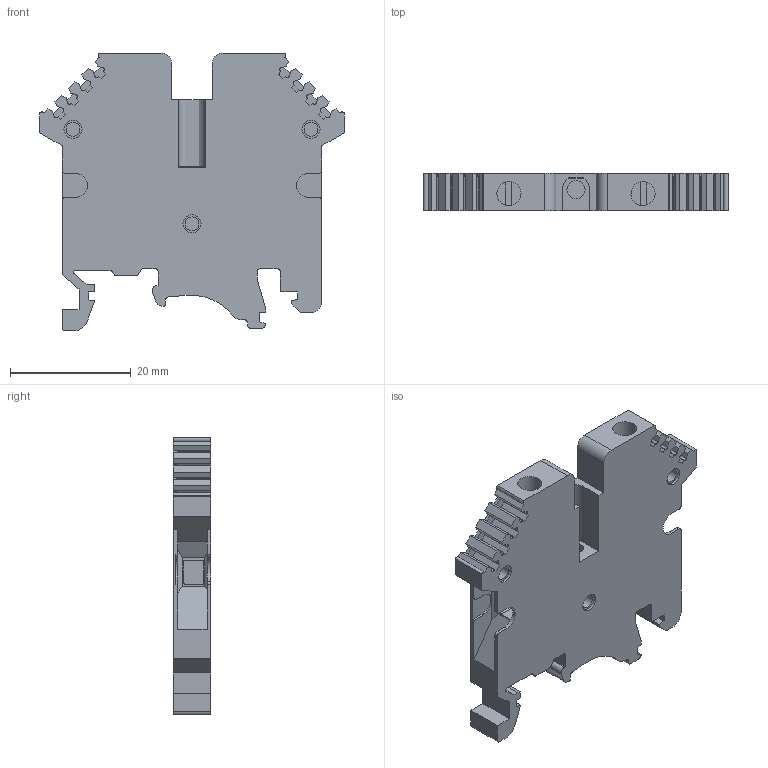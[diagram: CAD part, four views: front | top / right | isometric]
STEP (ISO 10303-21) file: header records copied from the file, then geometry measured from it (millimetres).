
FILE_DESCRIPTION(/* description */ ('Unknown'),/* implementation_level */ '2;1');
FILE_NAME(/* name */ 'BPN-04-MA',/* time_stamp */ '2024-05-24T09:50:45-03:00',/* author */ ('Unknown'),/* organization */ ('Unknown'),/* preprocessor_version */ 'ST-DEVELOPER v16.7',/* originating_system */ 'Solid Edge',/* authorisation */ 'Unknown');
FILE_SCHEMA (('AUTOMOTIVE_DESIGN {1 0 10303 214 3 1 1}'));
Length unit declared in the file: millimetre
Products named in the file (1): BPN-04-MA
Bounding box: 50.4 x 6.2 x 46 mm (x, y, z)
Volume: 8726.4 mm3; surface area: 6016.8 mm2
Topology: 1 solids, 1 shells, 291 faces, 835 edges, 557 vertices
Faces by surface type: plane 219, cylinder 72
Full cylindrical faces by diameter (mm): 2.3 x3, 3 x4, 4.005 x2
Entity records: 9411 total; most frequent: CARTESIAN_POINT 1665, ORIENTED_EDGE 1642, DIRECTION 1559, EDGE_CURVE 821, LINE 667, VECTOR 667, VERTEX_POINT 552, AXIS2_PLACEMENT_3D 446
